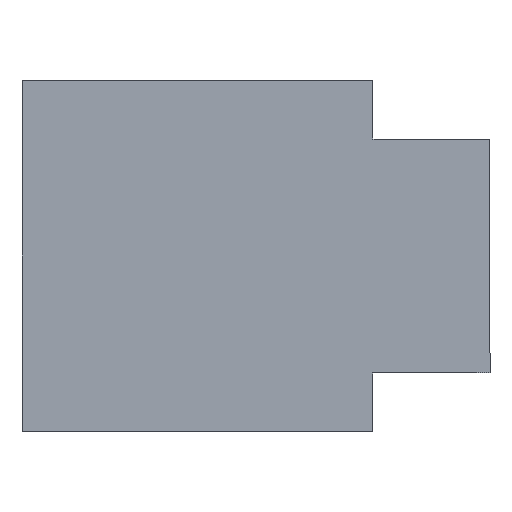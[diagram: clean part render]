
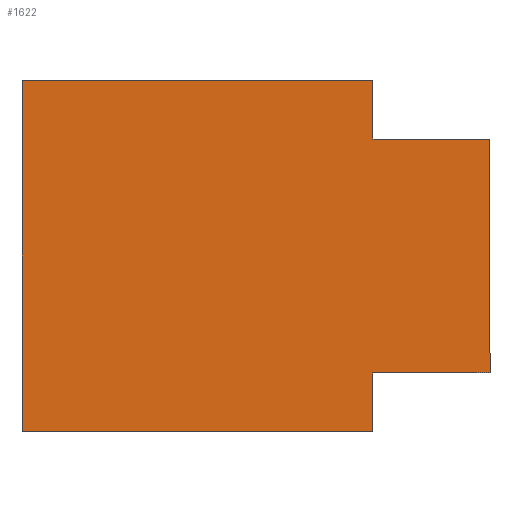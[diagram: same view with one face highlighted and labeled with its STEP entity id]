
A CAD part, front view. The second image highlights one B-rep face of the part: STEP entity #1622.
In plain terms, the highlighted planar face has unit normal (0, -1, 0).
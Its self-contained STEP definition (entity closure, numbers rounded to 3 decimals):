
#279=PLANE('',#1754);
#366=FACE_OUTER_BOUND('',#475,.T.);
#475=EDGE_LOOP('',(#1517,#1518,#1519,#1520,#1521,#1522,#1523,#1524));
#619=LINE('',#2498,#786);
#623=LINE('',#2506,#790);
#626=LINE('',#2512,#793);
#629=LINE('',#2518,#796);
#632=LINE('',#2524,#799);
#635=LINE('',#2530,#802);
#638=LINE('',#2536,#805);
#641=LINE('',#2541,#808);
#786=VECTOR('',#2100,10.);
#790=VECTOR('',#2106,10.);
#793=VECTOR('',#2111,10.);
#796=VECTOR('',#2116,10.);
#799=VECTOR('',#2121,10.);
#802=VECTOR('',#2126,10.);
#805=VECTOR('',#2131,10.);
#808=VECTOR('',#2136,10.);
#942=VERTEX_POINT('',#2496);
#943=VERTEX_POINT('',#2497);
#946=VERTEX_POINT('',#2505);
#948=VERTEX_POINT('',#2511);
#950=VERTEX_POINT('',#2517);
#952=VERTEX_POINT('',#2523);
#954=VERTEX_POINT('',#2529);
#956=VERTEX_POINT('',#2535);
#1123=EDGE_CURVE('',#942,#943,#619,.T.);
#1127=EDGE_CURVE('',#946,#942,#623,.T.);
#1130=EDGE_CURVE('',#948,#946,#626,.T.);
#1133=EDGE_CURVE('',#950,#948,#629,.T.);
#1136=EDGE_CURVE('',#952,#950,#632,.T.);
#1139=EDGE_CURVE('',#954,#952,#635,.T.);
#1142=EDGE_CURVE('',#956,#954,#638,.T.);
#1145=EDGE_CURVE('',#943,#956,#641,.T.);
#1517=ORIENTED_EDGE('',*,*,#1145,.F.);
#1518=ORIENTED_EDGE('',*,*,#1123,.F.);
#1519=ORIENTED_EDGE('',*,*,#1127,.F.);
#1520=ORIENTED_EDGE('',*,*,#1130,.F.);
#1521=ORIENTED_EDGE('',*,*,#1133,.F.);
#1522=ORIENTED_EDGE('',*,*,#1136,.F.);
#1523=ORIENTED_EDGE('',*,*,#1139,.F.);
#1524=ORIENTED_EDGE('',*,*,#1142,.F.);
#1622=ADVANCED_FACE('',(#366),#279,.F.);
#1754=AXIS2_PLACEMENT_3D('',#2544,#2140,#2141);
#2100=DIRECTION('',(0.,0.,-1.));
#2106=DIRECTION('',(-1.,0.,0.));
#2111=DIRECTION('',(0.,0.,-1.));
#2116=DIRECTION('',(1.,0.,0.));
#2121=DIRECTION('',(0.,0.,-1.));
#2126=DIRECTION('',(1.,0.,0.));
#2131=DIRECTION('',(0.,0.,1.));
#2136=DIRECTION('',(-1.,0.,0.));
#2140=DIRECTION('center_axis',(0.,1.,0.));
#2141=DIRECTION('ref_axis',(0.,0.,1.));
#2496=CARTESIAN_POINT('',(46.5,0.,-31.));
#2497=CARTESIAN_POINT('',(46.5,0.,-46.5));
#2498=CARTESIAN_POINT('',(46.5,0.,-15.5));
#2505=CARTESIAN_POINT('',(77.5,0.,-31.));
#2506=CARTESIAN_POINT('',(77.5,0.,-31.));
#2511=CARTESIAN_POINT('',(77.5,0.,31.));
#2512=CARTESIAN_POINT('',(77.5,0.,31.));
#2517=CARTESIAN_POINT('',(46.5,0.,31.));
#2518=CARTESIAN_POINT('',(46.5,0.,31.));
#2523=CARTESIAN_POINT('',(46.5,0.,46.5));
#2524=CARTESIAN_POINT('',(46.5,0.,46.5));
#2529=CARTESIAN_POINT('',(-46.5,0.,46.5));
#2530=CARTESIAN_POINT('',(-46.5,0.,46.5));
#2535=CARTESIAN_POINT('',(-46.5,0.,-46.5));
#2536=CARTESIAN_POINT('',(-46.5,0.,-46.5));
#2541=CARTESIAN_POINT('',(46.5,0.,-46.5));
#2544=CARTESIAN_POINT('Origin',(15.5,0.,0.));
